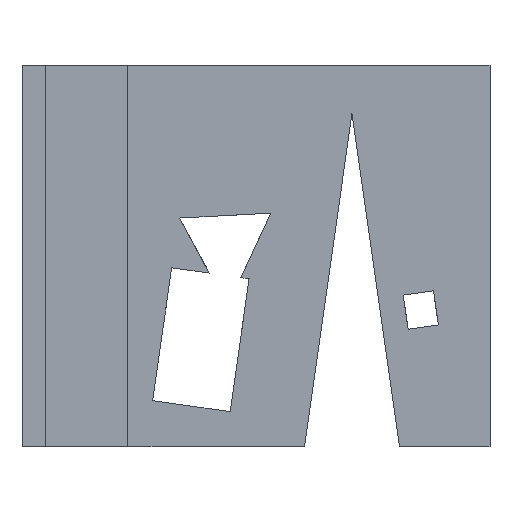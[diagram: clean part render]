
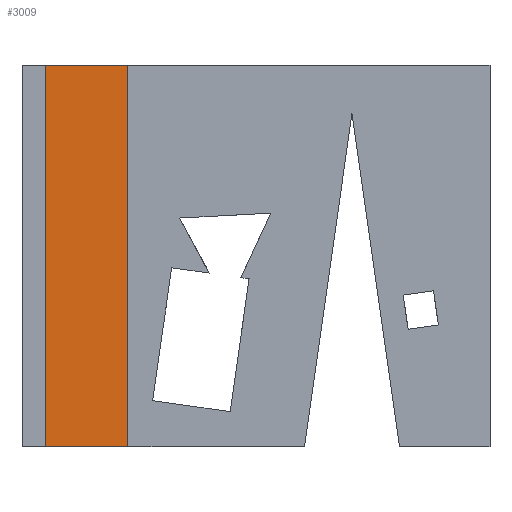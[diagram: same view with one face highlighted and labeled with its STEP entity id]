
A CAD part, front view. The second image highlights one B-rep face of the part: STEP entity #3009.
In plain terms, the highlighted planar face has unit normal (0, -1, 0).
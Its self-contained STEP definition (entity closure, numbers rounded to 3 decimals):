
#72 = PLANE('',#73);
#73 = AXIS2_PLACEMENT_3D('',#74,#75,#76);
#74 = CARTESIAN_POINT('',(0.,0.,0.));
#75 = DIRECTION('',(0.,0.,1.));
#76 = DIRECTION('',(1.,0.,-0.));
#126 = PLANE('',#127);
#127 = AXIS2_PLACEMENT_3D('',#128,#129,#130);
#128 = CARTESIAN_POINT('',(0.,0.,24.978));
#129 = DIRECTION('',(0.,0.,1.));
#130 = DIRECTION('',(1.,0.,-0.));
#372 = PLANE('',#373);
#373 = AXIS2_PLACEMENT_3D('',#374,#375,#376);
#374 = CARTESIAN_POINT('',(1.562,6.121,24.978)
  );
#375 = DIRECTION('',(-1.,0.,0.));
#376 = DIRECTION('',(0.,-1.,0.));
#413 = VERTEX_POINT('',#414);
#414 = CARTESIAN_POINT('',(1.562,6.121,24.978)
  );
#435 = EDGE_CURVE('',#436,#413,#438,.T.);
#436 = VERTEX_POINT('',#437);
#437 = CARTESIAN_POINT('',(6.943,6.121,24.978
    ));
#438 = SURFACE_CURVE('',#439,(#443,#450),.PCURVE_S1.);
#439 = LINE('',#440,#441);
#440 = CARTESIAN_POINT('',(6.943,6.121,24.978
    ));
#441 = VECTOR('',#442,1.);
#442 = DIRECTION('',(-1.,0.,0.));
#443 = PCURVE('',#126,#444);
#444 = DEFINITIONAL_REPRESENTATION('',(#445),#449);
#445 = LINE('',#446,#447);
#446 = CARTESIAN_POINT('',(6.943,6.121));
#447 = VECTOR('',#448,1.);
#448 = DIRECTION('',(-1.,0.));
#449 = ( GEOMETRIC_REPRESENTATION_CONTEXT(2) 
PARAMETRIC_REPRESENTATION_CONTEXT() REPRESENTATION_CONTEXT('2D SPACE',''
  ) );
#450 = PCURVE('',#451,#456);
#451 = PLANE('',#452);
#452 = AXIS2_PLACEMENT_3D('',#453,#454,#455);
#453 = CARTESIAN_POINT('',(6.943,6.121,24.978
    ));
#454 = DIRECTION('',(0.,1.,-0.));
#455 = DIRECTION('',(-1.,0.,0.));
#456 = DEFINITIONAL_REPRESENTATION('',(#457),#461);
#457 = LINE('',#458,#459);
#458 = CARTESIAN_POINT('',(0.,0.));
#459 = VECTOR('',#460,1.);
#460 = DIRECTION('',(1.,0.));
#461 = ( GEOMETRIC_REPRESENTATION_CONTEXT(2) 
PARAMETRIC_REPRESENTATION_CONTEXT() REPRESENTATION_CONTEXT('2D SPACE',''
  ) );
#479 = PLANE('',#480);
#480 = AXIS2_PLACEMENT_3D('',#481,#482,#483);
#481 = CARTESIAN_POINT('',(6.943,0.,24.978));
#482 = DIRECTION('',(1.,0.,0.));
#483 = DIRECTION('',(-0.,1.,0.));
#768 = VERTEX_POINT('',#769);
#769 = CARTESIAN_POINT('',(1.562,6.121,0.));
#788 = EDGE_CURVE('',#789,#768,#791,.T.);
#789 = VERTEX_POINT('',#790);
#790 = CARTESIAN_POINT('',(6.943,6.121,0.));
#791 = SURFACE_CURVE('',#792,(#796,#802),.PCURVE_S1.);
#792 = LINE('',#793,#794);
#793 = CARTESIAN_POINT('',(3.472,6.121,0.));
#794 = VECTOR('',#795,1.);
#795 = DIRECTION('',(-1.,0.,0.));
#796 = PCURVE('',#72,#797);
#797 = DEFINITIONAL_REPRESENTATION('',(#798),#801);
#798 = B_SPLINE_CURVE_WITH_KNOTS('',1,(#799,#800),.UNSPECIFIED.,.F.,.F.,
  (2,2),(-3.472,1.91),.PIECEWISE_BEZIER_KNOTS.);
#799 = CARTESIAN_POINT('',(6.943,6.121));
#800 = CARTESIAN_POINT('',(1.562,6.121));
#801 = ( GEOMETRIC_REPRESENTATION_CONTEXT(2) 
PARAMETRIC_REPRESENTATION_CONTEXT() REPRESENTATION_CONTEXT('2D SPACE',''
  ) );
#802 = PCURVE('',#451,#803);
#803 = DEFINITIONAL_REPRESENTATION('',(#804),#807);
#804 = B_SPLINE_CURVE_WITH_KNOTS('',1,(#805,#806),.UNSPECIFIED.,.F.,.F.,
  (2,2),(-3.472,1.91),.PIECEWISE_BEZIER_KNOTS.);
#805 = CARTESIAN_POINT('',(0.,-24.978));
#806 = CARTESIAN_POINT('',(5.381,-24.978));
#807 = ( GEOMETRIC_REPRESENTATION_CONTEXT(2) 
PARAMETRIC_REPRESENTATION_CONTEXT() REPRESENTATION_CONTEXT('2D SPACE',''
  ) );
#2384 = EDGE_CURVE('',#413,#768,#2385,.T.);
#2385 = SURFACE_CURVE('',#2386,(#2390,#2397),.PCURVE_S1.);
#2386 = LINE('',#2387,#2388);
#2387 = CARTESIAN_POINT('',(1.562,6.121,24.978
    ));
#2388 = VECTOR('',#2389,1.);
#2389 = DIRECTION('',(-0.,-0.,-1.));
#2390 = PCURVE('',#372,#2391);
#2391 = DEFINITIONAL_REPRESENTATION('',(#2392),#2396);
#2392 = LINE('',#2393,#2394);
#2393 = CARTESIAN_POINT('',(0.,0.));
#2394 = VECTOR('',#2395,1.);
#2395 = DIRECTION('',(0.,-1.));
#2396 = ( GEOMETRIC_REPRESENTATION_CONTEXT(2) 
PARAMETRIC_REPRESENTATION_CONTEXT() REPRESENTATION_CONTEXT('2D SPACE',''
  ) );
#2397 = PCURVE('',#451,#2398);
#2398 = DEFINITIONAL_REPRESENTATION('',(#2399),#2403);
#2399 = LINE('',#2400,#2401);
#2400 = CARTESIAN_POINT('',(5.381,0.));
#2401 = VECTOR('',#2402,1.);
#2402 = DIRECTION('',(0.,-1.));
#2403 = ( GEOMETRIC_REPRESENTATION_CONTEXT(2) 
PARAMETRIC_REPRESENTATION_CONTEXT() REPRESENTATION_CONTEXT('2D SPACE',''
  ) );
#2989 = EDGE_CURVE('',#436,#789,#2990,.T.);
#2990 = SURFACE_CURVE('',#2991,(#2995,#3002),.PCURVE_S1.);
#2991 = LINE('',#2992,#2993);
#2992 = CARTESIAN_POINT('',(6.943,6.121,
    24.978));
#2993 = VECTOR('',#2994,1.);
#2994 = DIRECTION('',(-0.,-0.,-1.));
#2995 = PCURVE('',#479,#2996);
#2996 = DEFINITIONAL_REPRESENTATION('',(#2997),#3001);
#2997 = LINE('',#2998,#2999);
#2998 = CARTESIAN_POINT('',(6.121,0.));
#2999 = VECTOR('',#3000,1.);
#3000 = DIRECTION('',(0.,-1.));
#3001 = ( GEOMETRIC_REPRESENTATION_CONTEXT(2) 
PARAMETRIC_REPRESENTATION_CONTEXT() REPRESENTATION_CONTEXT('2D SPACE',''
  ) );
#3002 = PCURVE('',#451,#3003);
#3003 = DEFINITIONAL_REPRESENTATION('',(#3004),#3008);
#3004 = LINE('',#3005,#3006);
#3005 = CARTESIAN_POINT('',(0.,0.));
#3006 = VECTOR('',#3007,1.);
#3007 = DIRECTION('',(0.,-1.));
#3008 = ( GEOMETRIC_REPRESENTATION_CONTEXT(2) 
PARAMETRIC_REPRESENTATION_CONTEXT() REPRESENTATION_CONTEXT('2D SPACE',''
  ) );
#3009 = ADVANCED_FACE('6',(#3010),#451,.F.);
#3010 = FACE_BOUND('',#3011,.F.);
#3011 = EDGE_LOOP('',(#3012,#3013,#3014,#3015));
#3012 = ORIENTED_EDGE('',*,*,#435,.F.);
#3013 = ORIENTED_EDGE('',*,*,#2989,.T.);
#3014 = ORIENTED_EDGE('',*,*,#788,.T.);
#3015 = ORIENTED_EDGE('',*,*,#2384,.F.);
